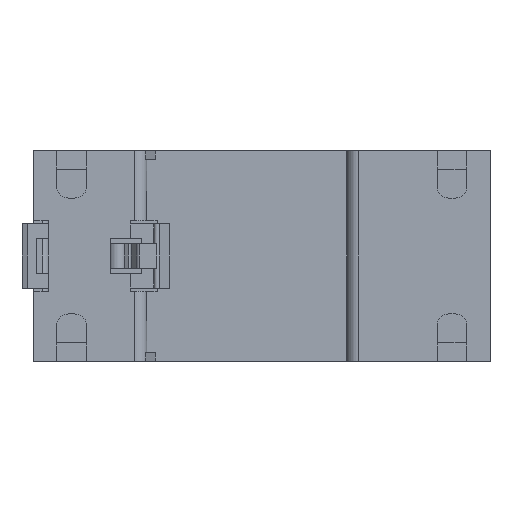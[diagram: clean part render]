
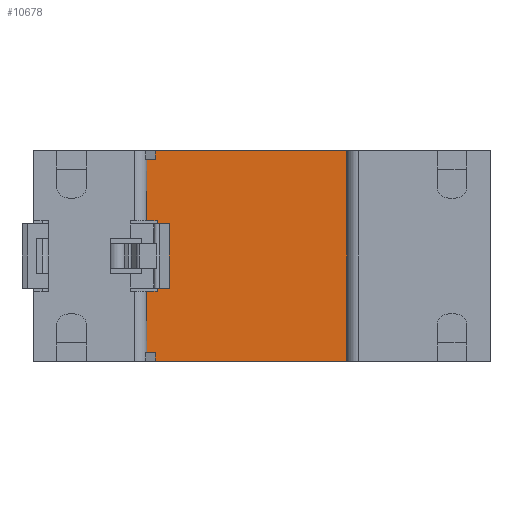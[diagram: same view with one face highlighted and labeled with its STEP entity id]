
A CAD part, front view. The second image highlights one B-rep face of the part: STEP entity #10678.
In plain terms, the highlighted planar face has unit normal (0, -1, 0).
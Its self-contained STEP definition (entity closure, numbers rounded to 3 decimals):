
#1790=DIRECTION('',(1.,0.,0.));
#1791=VECTOR('',#1790,1.8);
#1792=CARTESIAN_POINT('',(-19.7,0.,24.));
#1793=LINE('',#1792,#1791);
#3612=DIRECTION('',(0.,0.,1.));
#3613=VECTOR('',#3612,12.);
#3614=CARTESIAN_POINT('',(-17.9,0.,12.));
#3615=LINE('',#3614,#3613);
#3616=DIRECTION('',(1.,0.,0.));
#3617=VECTOR('',#3616,1.5);
#3618=CARTESIAN_POINT('',(-19.7,0.,34.5));
#3619=LINE('',#3618,#3617);
#3620=DIRECTION('',(0.,0.,1.));
#3621=VECTOR('',#3620,1.5);
#3622=CARTESIAN_POINT('',(-18.2,0.,34.5));
#3623=LINE('',#3622,#3621);
#3624=DIRECTION('',(1.,0.,0.));
#3625=VECTOR('',#3624,35.5);
#3626=CARTESIAN_POINT('',(-18.2,0.,36.));
#3627=LINE('',#3626,#3625);
#3628=DIRECTION('',(-1.,0.,0.));
#3629=VECTOR('',#3628,35.5);
#3630=CARTESIAN_POINT('',(17.3,0.,0.));
#3631=LINE('',#3630,#3629);
#3632=DIRECTION('',(1.,0.,0.));
#3633=VECTOR('',#3632,1.8);
#3634=CARTESIAN_POINT('',(-19.7,0.,12.));
#3635=LINE('',#3634,#3633);
#3640=DIRECTION('',(0.,0.,-1.));
#3641=VECTOR('',#3640,10.5);
#3642=CARTESIAN_POINT('',(-19.7,0.,34.5));
#3643=LINE('',#3642,#3641);
#3652=DIRECTION('',(0.,0.,1.));
#3653=VECTOR('',#3652,36.);
#3654=CARTESIAN_POINT('',(17.3,0.,0.));
#3655=LINE('',#3654,#3653);
#4414=DIRECTION('',(0.,0.,-1.));
#4415=VECTOR('',#4414,1.5);
#4416=CARTESIAN_POINT('',(-18.2,0.,1.5));
#4417=LINE('',#4416,#4415);
#4423=DIRECTION('',(1.,0.,0.));
#4424=VECTOR('',#4423,1.5);
#4425=CARTESIAN_POINT('',(-19.7,0.,1.5));
#4426=LINE('',#4425,#4424);
#4443=DIRECTION('',(0.,0.,-1.));
#4444=VECTOR('',#4443,10.5);
#4445=CARTESIAN_POINT('',(-19.7,0.,12.));
#4446=LINE('',#4445,#4444);
#4665=CARTESIAN_POINT('',(-18.2,0.,0.));
#4666=VERTEX_POINT('',#4665);
#4667=CARTESIAN_POINT('',(17.3,0.,0.));
#4668=VERTEX_POINT('',#4667);
#4869=CARTESIAN_POINT('',(-17.9,0.,12.));
#4870=VERTEX_POINT('',#4869);
#4889=CARTESIAN_POINT('',(-19.7,0.,1.5));
#4890=CARTESIAN_POINT('',(-18.2,0.,1.5));
#4891=VERTEX_POINT('',#4889);
#4892=VERTEX_POINT('',#4890);
#4893=CARTESIAN_POINT('',(-19.7,0.,12.));
#4894=VERTEX_POINT('',#4893);
#5056=CARTESIAN_POINT('',(17.3,0.,36.));
#5057=VERTEX_POINT('',#5056);
#5058=CARTESIAN_POINT('',(-18.2,0.,36.));
#5059=VERTEX_POINT('',#5058);
#5094=CARTESIAN_POINT('',(-18.2,0.,34.5));
#5095=VERTEX_POINT('',#5094);
#5096=CARTESIAN_POINT('',(-19.7,0.,24.));
#5097=CARTESIAN_POINT('',(-17.9,0.,24.));
#5098=VERTEX_POINT('',#5096);
#5099=VERTEX_POINT('',#5097);
#5100=CARTESIAN_POINT('',(-19.7,0.,34.5));
#5101=VERTEX_POINT('',#5100);
#10654=CARTESIAN_POINT('',(-1.2,0.,9.));
#10655=DIRECTION('',(0.,1.,0.));
#10656=DIRECTION('',(1.,0.,0.));
#10657=AXIS2_PLACEMENT_3D('',#10654,#10655,#10656);
#10658=PLANE('',#10657);
#10659=ORIENTED_EDGE('',*,*,#8177,.T.);
#10660=ORIENTED_EDGE('',*,*,#8215,.F.);
#10662=ORIENTED_EDGE('',*,*,#10661,.F.);
#10663=ORIENTED_EDGE('',*,*,#10634,.T.);
#10664=ORIENTED_EDGE('',*,*,#10648,.T.);
#10665=ORIENTED_EDGE('',*,*,#8341,.T.);
#10667=ORIENTED_EDGE('',*,*,#10666,.F.);
#10668=ORIENTED_EDGE('',*,*,#8643,.T.);
#10670=ORIENTED_EDGE('',*,*,#10669,.F.);
#10672=ORIENTED_EDGE('',*,*,#10671,.F.);
#10674=ORIENTED_EDGE('',*,*,#10673,.F.);
#10675=ORIENTED_EDGE('',*,*,#8139,.T.);
#10676=EDGE_LOOP('',(#10659,#10660,#10662,#10663,#10664,#10665,#10667,#10668,
#10670,#10672,#10674,#10675));
#10677=FACE_OUTER_BOUND('',#10676,.F.);
#8139=EDGE_CURVE('',#4894,#4870,#3635,.T.);
#8177=EDGE_CURVE('',#4870,#5099,#3615,.T.);
#8215=EDGE_CURVE('',#5098,#5099,#1793,.T.);
#8341=EDGE_CURVE('',#5059,#5057,#3627,.T.);
#8643=EDGE_CURVE('',#4668,#4666,#3631,.T.);
#10634=EDGE_CURVE('',#5101,#5095,#3619,.T.);
#10648=EDGE_CURVE('',#5095,#5059,#3623,.T.);
#10661=EDGE_CURVE('',#5101,#5098,#3643,.T.);
#10666=EDGE_CURVE('',#4668,#5057,#3655,.T.);
#10669=EDGE_CURVE('',#4892,#4666,#4417,.T.);
#10671=EDGE_CURVE('',#4891,#4892,#4426,.T.);
#10673=EDGE_CURVE('',#4894,#4891,#4446,.T.);
#10678=ADVANCED_FACE('',(#10677),#10658,.F.);
